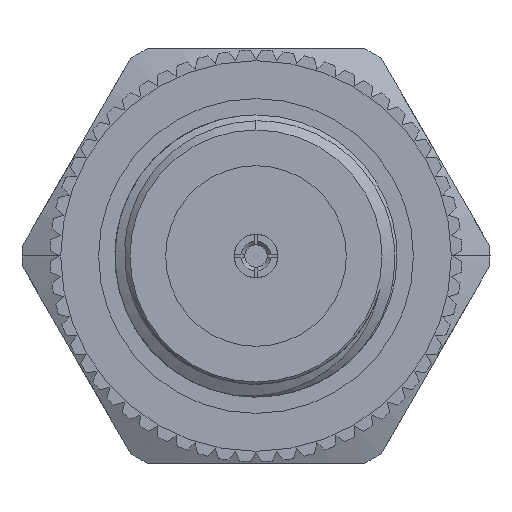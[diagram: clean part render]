
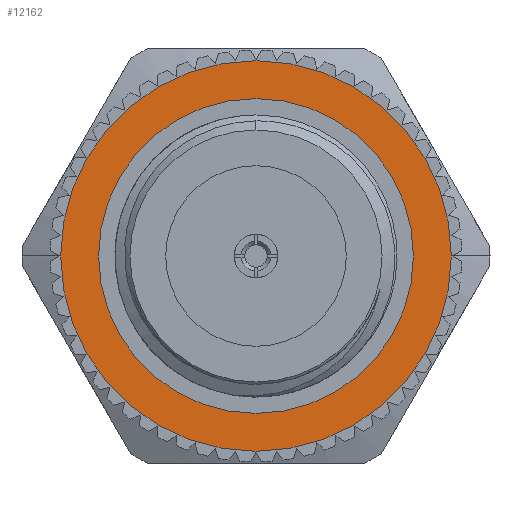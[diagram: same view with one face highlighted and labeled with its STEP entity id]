
A CAD part, left-side view. The second image highlights one B-rep face of the part: STEP entity #12162.
In plain terms, the highlighted planar face has unit normal (-1, 0, 0).
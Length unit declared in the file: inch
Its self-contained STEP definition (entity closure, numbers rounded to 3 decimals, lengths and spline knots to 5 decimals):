
#685 = AXIS2_PLACEMENT_3D ( 'NONE', #3610, #13968, #21453 ) ;
#2169 = DIRECTION ( 'NONE',  ( 1., 0., 0. ) ) ;
#2259 = CARTESIAN_POINT ( 'NONE',  ( 0.39306, 0.20921, 0. ) ) ;
#2543 = CARTESIAN_POINT ( 'NONE',  ( 0.39306, 0.25958, 0. ) ) ;
#2693 = CARTESIAN_POINT ( 'NONE',  ( 0.39306, 0., 0. ) ) ;
#2752 = AXIS2_PLACEMENT_3D ( 'NONE', #6199, #13098, #2984 ) ;
#2955 = EDGE_LOOP ( 'NONE', ( #15549, #21124 ) ) ;
#2984 = DIRECTION ( 'NONE',  ( 0., 1., 0. ) ) ;
#3283 = EDGE_CURVE ( 'NONE', #10483, #6519, #8341, .T. ) ;
#3610 = CARTESIAN_POINT ( 'NONE',  ( 0.39306, 0., 0. ) ) ;
#3663 = DIRECTION ( 'NONE',  ( 0., 1., 0. ) ) ;
#3951 = VERTEX_POINT ( 'NONE', #7135 ) ;
#3987 = EDGE_CURVE ( 'NONE', #3951, #14980, #15238, .T. ) ;
#4278 = CIRCLE ( 'NONE', #21178, 0.20921 ) ;
#5559 = EDGE_CURVE ( 'NONE', #6519, #10483, #4278, .T. ) ;
#5868 = EDGE_LOOP ( 'NONE', ( #22199, #9161 ) ) ;
#6199 = CARTESIAN_POINT ( 'NONE',  ( 0.39306, 0., 0. ) ) ;
#6519 = VERTEX_POINT ( 'NONE', #9565 ) ;
#7135 = CARTESIAN_POINT ( 'NONE',  ( 0.39306, -0.25958, 0. ) ) ;
#8341 = CIRCLE ( 'NONE', #9079, 0.20921 ) ;
#9079 = AXIS2_PLACEMENT_3D ( 'NONE', #2693, #11318, #11657 ) ;
#9156 = FACE_BOUND ( 'NONE', #2955, .T. ) ;
#9161 = ORIENTED_EDGE ( 'NONE', *, *, #3987, .F. ) ;
#9265 = AXIS2_PLACEMENT_3D ( 'NONE', #2259, #14438, #16162 ) ;
#9565 = CARTESIAN_POINT ( 'NONE',  ( 0.39306, 0.20921, 0. ) ) ;
#10483 = VERTEX_POINT ( 'NONE', #18846 ) ;
#10976 = CIRCLE ( 'NONE', #685, 0.25958 ) ;
#11318 = DIRECTION ( 'NONE',  ( 1., 0., 0. ) ) ;
#11657 = DIRECTION ( 'NONE',  ( 0., 1., 0. ) ) ;
#12162 = ADVANCED_FACE ( 'NONE', ( #9156, #21475 ), #16281, .T. ) ;
#12282 = CARTESIAN_POINT ( 'NONE',  ( 0.39306, 0., 0. ) ) ;
#13098 = DIRECTION ( 'NONE',  ( 1., 0., 0. ) ) ;
#13968 = DIRECTION ( 'NONE',  ( 1., 0., 0. ) ) ;
#14438 = DIRECTION ( 'NONE',  ( -1., 0., 0. ) ) ;
#14980 = VERTEX_POINT ( 'NONE', #2543 ) ;
#15238 = CIRCLE ( 'NONE', #2752, 0.25958 ) ;
#15549 = ORIENTED_EDGE ( 'NONE', *, *, #5559, .T. ) ;
#16162 = DIRECTION ( 'NONE',  ( 0., 1., 0. ) ) ;
#16281 = PLANE ( 'NONE',  #9265 ) ;
#18437 = EDGE_CURVE ( 'NONE', #14980, #3951, #10976, .T. ) ;
#18846 = CARTESIAN_POINT ( 'NONE',  ( 0.39306, -0.20921, 0. ) ) ;
#21124 = ORIENTED_EDGE ( 'NONE', *, *, #3283, .T. ) ;
#21178 = AXIS2_PLACEMENT_3D ( 'NONE', #12282, #2169, #3663 ) ;
#21453 = DIRECTION ( 'NONE',  ( 0., 1., 0. ) ) ;
#21475 = FACE_OUTER_BOUND ( 'NONE', #5868, .T. ) ;
#22199 = ORIENTED_EDGE ( 'NONE', *, *, #18437, .F. ) ;
